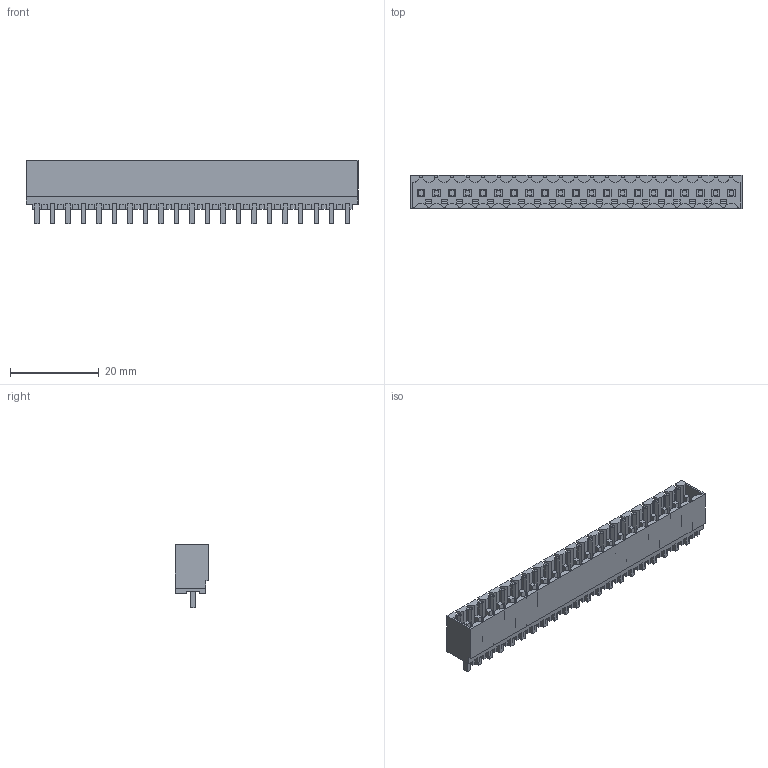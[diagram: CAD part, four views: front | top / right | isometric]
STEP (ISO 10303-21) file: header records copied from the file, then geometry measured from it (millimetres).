
FILE_DESCRIPTION(('CATIA V5 STEP Exchange','CAx-IF Rec.Pracs.--- Model Styling and Organization---1.2---2011-12-15'),'2;1');
FILE_NAME ('D1457265_0_1842500000_1842500000.stp','2018-03-14T17:35:06+00:00',('none'),('Weidmueller'),'CATIA Version 5-6 Release 2014','CATIA V5 STEP AP214','none');
FILE_SCHEMA(('AUTOMOTIVE_DESIGN { 1 0 10303 214 1 1 1 1 }'));
Length unit declared in the file: millimetre
Products named in the file (1): 1842500000
Bounding box: 74.9 x 7.45 x 14.25 mm (x, y, z)
Volume: 2398.3 mm3; surface area: 6865.7 mm2
Topology: 22 solids, 22 shells, 1539 faces, 4558 edges, 3104 vertices
Faces by surface type: plane 1392, cylinder 147
Entity records: 48372 total; most frequent: ORIENTED_EDGE 9116, CARTESIAN_POINT 9005, DIRECTION 5868, EDGE_CURVE 4558, VECTOR 4180, LINE 4180, VERTEX_POINT 3104, EDGE_LOOP 1622
